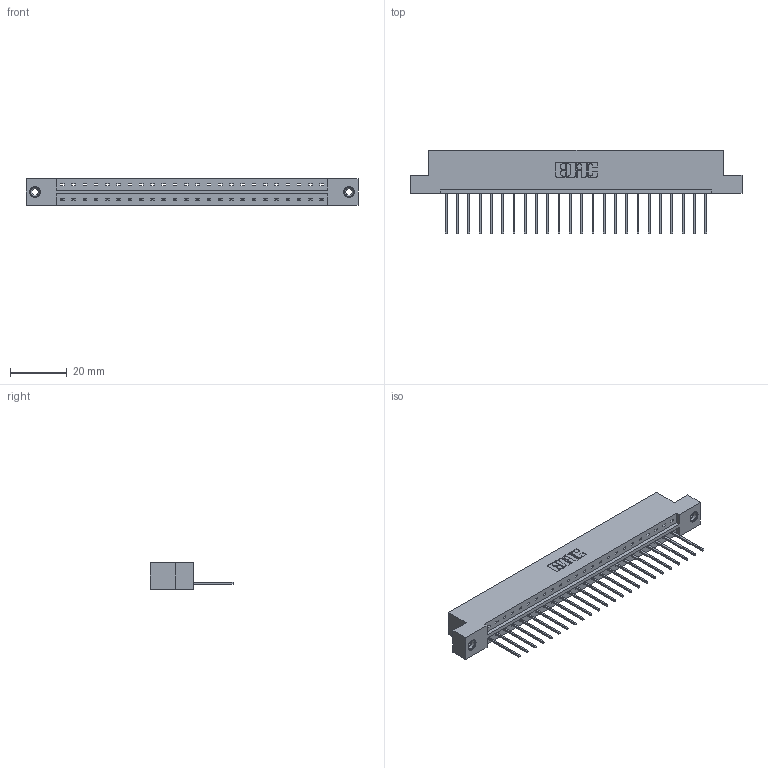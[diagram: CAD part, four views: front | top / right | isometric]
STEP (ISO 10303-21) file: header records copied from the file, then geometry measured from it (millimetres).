
FILE_DESCRIPTION (( 'STEP AP203' ), '1' );
FILE_NAME ('833-024-540-108.STEP', '2020-06-01T21:09:00', ( '' ), ( '' ), 'SwSTEP 2.0', 'SolidWorks 2020', '' );
FILE_SCHEMA (( 'CONFIG_CONTROL_DESIGN' ));
Length unit declared in the file: inch
Products named in the file (4): 833-024-540-108; 345-292-001_345-293-140; 345-250-001_345-250-003-102; 833 Part_Flush - .156 Dia - TI
Assembly tree (27 placements, depth 2):
  833-024-540-108
    833 Part_Flush - .156 Dia - TI
    345-292-001_345-293-140  x24
    345-250-001_345-250-003-102  x2
Bounding box: 116.64 x 29.47 x 9.4 mm (x, y, z)
Volume: 11608.1 mm3; surface area: 12710.4 mm2
Topology: 27 solids, 27 shells, 1566 faces, 4671 edges, 3074 vertices
Faces by surface type: plane 1110, cylinder 440, cone 12, torus 4
Entity records: 18204 total; most frequent: CARTESIAN_POINT 3125, ORIENTED_EDGE 3078, DIRECTION 2705, EDGE_CURVE 1539, LINE 1391, VECTOR 1391, VERTEX_POINT 1020, AXIS2_PLACEMENT_3D 657
